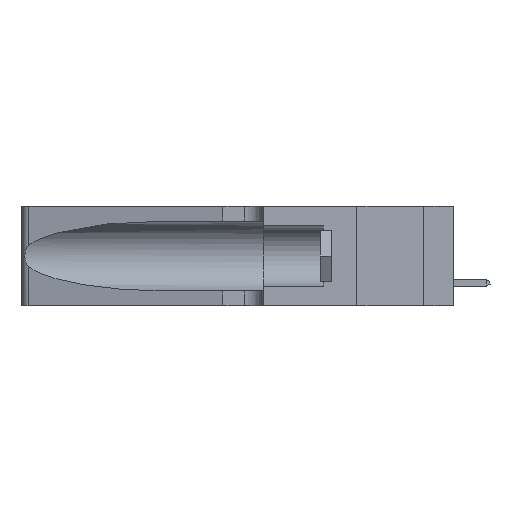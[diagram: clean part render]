
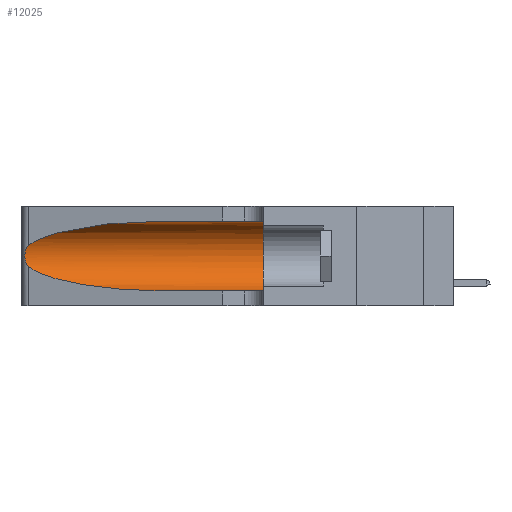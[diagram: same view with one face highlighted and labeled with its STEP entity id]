
A CAD part, left-side view. The second image highlights one B-rep face of the part: STEP entity #12025.
In plain terms, the highlighted cylindrical face has radius 3.308 mm (diameter 6.617 mm), a partial arc.
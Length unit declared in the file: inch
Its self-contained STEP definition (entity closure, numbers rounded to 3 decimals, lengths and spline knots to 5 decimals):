
#118 = EDGE_CURVE ( 'NONE', #17379, #23087, #29725, .T. ) ;
#144 = CARTESIAN_POINT ( 'NONE',  ( 0.25555, 1.22993, 0.14849 ) ) ;
#528 = DIRECTION ( 'NONE',  ( 0., 0., 1. ) ) ;
#3520 = CARTESIAN_POINT ( 'NONE',  ( 0.1305, 1.61858, 0.185 ) ) ;
#4307 = EDGE_LOOP ( 'NONE', ( #23479, #6848, #23365, #16433, #18652, #27298 ) ) ;
#4719 = CYLINDRICAL_SURFACE ( 'NONE', #25946, 0.13025 ) ;
#5607 = CARTESIAN_POINT ( 'NONE',  ( 0.2373, 1.15595, 0.08982 ) ) ;
#6181 = CARTESIAN_POINT ( 'NONE',  ( 0.25487, 1.22718, 0.14631 ) ) ;
#6848 = ORIENTED_EDGE ( 'NONE', *, *, #20264, .T. ) ;
#7562 = CARTESIAN_POINT ( 'NONE',  ( 0.2373, 1.15595, 0.28018 ) ) ;
#7765 = CARTESIAN_POINT ( 'NONE',  ( 0.25487, 1.22718, 0.22369 ) ) ;
#8249 = VERTEX_POINT ( 'NONE', #24971 ) ;
#8479 = DIRECTION ( 'NONE',  ( 0., -1., 0. ) ) ;
#8915 = DIRECTION ( 'NONE',  ( 0., -1., 0. ) ) ;
#9172 = CARTESIAN_POINT ( 'NONE',  ( 0.25555, 1.22994, 0.2215 ) ) ;
#9268 = CARTESIAN_POINT ( 'NONE',  ( 0.26017, 1.23833, 0.17102 ) ) ;
#9463 = CARTESIAN_POINT ( 'NONE',  ( 0.26018, 1.23835, 0.19895 ) ) ;
#9543 = CARTESIAN_POINT ( 'NONE',  ( 0.1305, 0.35, 0.185 ) ) ;
#10328 = EDGE_CURVE ( 'NONE', #29153, #10733, #15958, .T. ) ;
#10733 = VERTEX_POINT ( 'NONE', #17918 ) ;
#11471 = CARTESIAN_POINT ( 'NONE',  ( 0.1305, 1.61858, 0.05475 ) ) ;
#11626 = CARTESIAN_POINT ( 'NONE',  ( 0.25639, 1.23186, 0.15144 ) ) ;
#11839 = CARTESIAN_POINT ( 'NONE',  ( 0.26075, 1.23896, 0.178 ) ) ;
#12025 = ADVANCED_FACE ( 'NONE', ( #16527 ), #4719, .F. ) ;
#13032 = EDGE_CURVE ( 'NONE', #29153, #8249, #14349, .T. ) ;
#13133 = EDGE_CURVE ( 'NONE', #22340, #17379, #23972, .T. ) ;
#14154 = CARTESIAN_POINT ( 'NONE',  ( 0.1305, 1.61858, 0.31525 ) ) ;
#14349 = LINE ( 'NONE', #14154, #15813 ) ;
#15813 = VECTOR ( 'NONE', #23793, 39.37008 ) ;
#15958 =( BOUNDED_CURVE ( )  B_SPLINE_CURVE ( 3, ( #21562, #17008, #7562, #7765 ),
 .UNSPECIFIED., .F., .T. ) 
 B_SPLINE_CURVE_WITH_KNOTS ( ( 4, 4 ),
 ( 1.5708, 2.84003 ),
 .UNSPECIFIED. ) 
 CURVE ( )  GEOMETRIC_REPRESENTATION_ITEM ( )  RATIONAL_B_SPLINE_CURVE ( ( 1., 0.87, 0.87, 1. ) ) 
 REPRESENTATION_ITEM ( '' )  );
#16093 = CARTESIAN_POINT ( 'NONE',  ( 0.1305, 0.72297, 0.31525 ) ) ;
#16433 = ORIENTED_EDGE ( 'NONE', *, *, #118, .T. ) ;
#16447 = CARTESIAN_POINT ( 'NONE',  ( 0.25487, 1.22718, 0.22369 ) ) ;
#16527 = FACE_OUTER_BOUND ( 'NONE', #4307, .T. ) ;
#16553 = CARTESIAN_POINT ( 'NONE',  ( 0.25487, 1.22718, 0.14631 ) ) ;
#16715 = CARTESIAN_POINT ( 'NONE',  ( 0.1305, 0.35, 0.05475 ) ) ;
#17008 = CARTESIAN_POINT ( 'NONE',  ( 0.18966, 0.96281, 0.31525 ) ) ;
#17015 = CARTESIAN_POINT ( 'NONE',  ( 0.25487, 1.22718, 0.14631 ) ) ;
#17379 = VERTEX_POINT ( 'NONE', #28533 ) ;
#17918 = CARTESIAN_POINT ( 'NONE',  ( 0.25487, 1.22718, 0.22369 ) ) ;
#18178 = EDGE_CURVE ( 'NONE', #8249, #23087, #24945, .T. ) ;
#18545 = CARTESIAN_POINT ( 'NONE',  ( 0.25787, 1.23484, 0.2124 ) ) ;
#18652 = ORIENTED_EDGE ( 'NONE', *, *, #18178, .F. ) ;
#18732 = CARTESIAN_POINT ( 'NONE',  ( 0.25639, 1.23184, 0.21858 ) ) ;
#20264 = EDGE_CURVE ( 'NONE', #10733, #22340, #20419, .T. ) ;
#20419 = B_SPLINE_CURVE_WITH_KNOTS ( 'NONE', 3,
 ( #16447, #9172, #18732, #18545, #21118, #9463, #20911, #11839, #9268, #28122, #25589, #11626, #144, #16553 ),
 .UNSPECIFIED., .F., .F.,
 ( 4, 2, 2, 2, 2, 2, 4 ),
 ( 0., 0.00027, 0.00053, 0.00107, 0.0016, 0.00187, 0.00214 ),
 .UNSPECIFIED. ) ;
#20911 = CARTESIAN_POINT ( 'NONE',  ( 0.26075, 1.23896, 0.19203 ) ) ;
#21118 = CARTESIAN_POINT ( 'NONE',  ( 0.25854, 1.2359, 0.20912 ) ) ;
#21562 = CARTESIAN_POINT ( 'NONE',  ( 0.1305, 0.72297, 0.31525 ) ) ;
#22340 = VERTEX_POINT ( 'NONE', #6181 ) ;
#22813 = VECTOR ( 'NONE', #8915, 39.37008 ) ;
#23087 = VERTEX_POINT ( 'NONE', #16715 ) ;
#23365 = ORIENTED_EDGE ( 'NONE', *, *, #13133, .T. ) ;
#23479 = ORIENTED_EDGE ( 'NONE', *, *, #10328, .T. ) ;
#23723 = DIRECTION ( 'NONE',  ( 0., 1., 0. ) ) ;
#23793 = DIRECTION ( 'NONE',  ( 0., -1., 0. ) ) ;
#23972 =( BOUNDED_CURVE ( )  B_SPLINE_CURVE ( 3, ( #17015, #5607, #26630, #26239 ),
 .UNSPECIFIED., .F., .F. ) 
 B_SPLINE_CURVE_WITH_KNOTS ( ( 4, 4 ),
 ( 3.44316, 4.71239 ),
 .UNSPECIFIED. ) 
 CURVE ( )  GEOMETRIC_REPRESENTATION_ITEM ( )  RATIONAL_B_SPLINE_CURVE ( ( 1., 0.87, 0.87, 1. ) ) 
 REPRESENTATION_ITEM ( '' )  );
#24945 = CIRCLE ( 'NONE', #27825, 0.13025 ) ;
#24971 = CARTESIAN_POINT ( 'NONE',  ( 0.1305, 0.35, 0.31525 ) ) ;
#25589 = CARTESIAN_POINT ( 'NONE',  ( 0.25789, 1.23486, 0.15765 ) ) ;
#25946 = AXIS2_PLACEMENT_3D ( 'NONE', #3520, #8479, #27020 ) ;
#26239 = CARTESIAN_POINT ( 'NONE',  ( 0.1305, 0.72297, 0.05475 ) ) ;
#26630 = CARTESIAN_POINT ( 'NONE',  ( 0.18966, 0.96281, 0.05475 ) ) ;
#27020 = DIRECTION ( 'NONE',  ( 0., 0., -1. ) ) ;
#27298 = ORIENTED_EDGE ( 'NONE', *, *, #13032, .F. ) ;
#27825 = AXIS2_PLACEMENT_3D ( 'NONE', #9543, #23723, #528 ) ;
#28122 = CARTESIAN_POINT ( 'NONE',  ( 0.25856, 1.23593, 0.16098 ) ) ;
#28533 = CARTESIAN_POINT ( 'NONE',  ( 0.1305, 0.72297, 0.05475 ) ) ;
#29153 = VERTEX_POINT ( 'NONE', #16093 ) ;
#29725 = LINE ( 'NONE', #11471, #22813 ) ;
